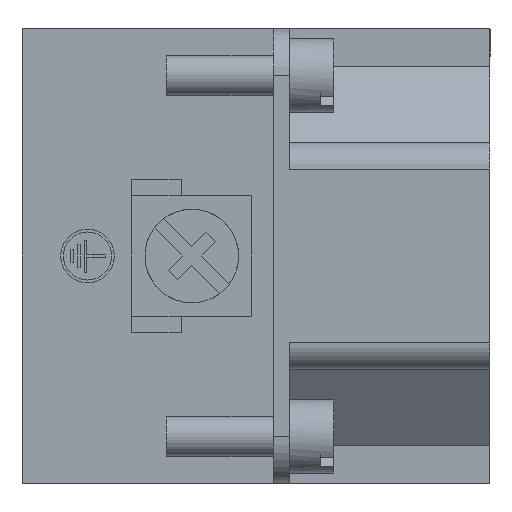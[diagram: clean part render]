
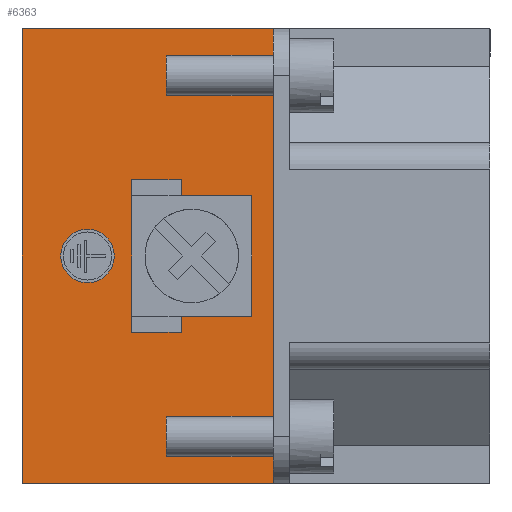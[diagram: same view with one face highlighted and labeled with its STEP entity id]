
A CAD part, left-side view. The second image highlights one B-rep face of the part: STEP entity #6363.
In plain terms, the highlighted planar face has unit normal (-1, 0, 0).
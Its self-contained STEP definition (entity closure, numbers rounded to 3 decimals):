
#3879=FACE_BOUND('',#10303,.T.);
#3880=FACE_BOUND('',#10304,.T.);
#3881=FACE_BOUND('',#10305,.T.);
#4956=CIRCLE('',#26490,2.);
#6363=ADVANCED_FACE('',(#3879,#3880,#3881),#7246,.T.);
#7246=PLANE('',#26491);
#10303=EDGE_LOOP('',(#15527,#15528,#15529,#15530,#15531,#15532,#15533,#15534));
#10304=EDGE_LOOP('',(#15535));
#10305=EDGE_LOOP('',(#15536,#15537,#15538,#15539));
#15527=ORIENTED_EDGE('',*,*,#17731,.T.);
#15528=ORIENTED_EDGE('',*,*,#17716,.T.);
#15529=ORIENTED_EDGE('',*,*,#17719,.T.);
#15530=ORIENTED_EDGE('',*,*,#17721,.T.);
#15531=ORIENTED_EDGE('',*,*,#17723,.T.);
#15532=ORIENTED_EDGE('',*,*,#17725,.T.);
#15533=ORIENTED_EDGE('',*,*,#17727,.T.);
#15534=ORIENTED_EDGE('',*,*,#17729,.T.);
#15535=ORIENTED_EDGE('',*,*,#20233,.T.);
#15536=ORIENTED_EDGE('',*,*,#20232,.F.);
#15537=ORIENTED_EDGE('',*,*,#20231,.F.);
#15538=ORIENTED_EDGE('',*,*,#20222,.F.);
#15539=ORIENTED_EDGE('',*,*,#20226,.F.);
#15639=VERTEX_POINT('',#33320);
#15640=VERTEX_POINT('',#33321);
#15641=VERTEX_POINT('',#33326);
#15642=VERTEX_POINT('',#33330);
#15643=VERTEX_POINT('',#33334);
#15644=VERTEX_POINT('',#33338);
#15645=VERTEX_POINT('',#33342);
#15646=VERTEX_POINT('',#33346);
#17603=VERTEX_POINT('',#39187);
#17604=VERTEX_POINT('',#39188);
#17605=VERTEX_POINT('',#39193);
#17608=VERTEX_POINT('',#39203);
#17609=VERTEX_POINT('',#39209);
#17716=EDGE_CURVE('',#15639,#15640,#20335,.T.);
#17719=EDGE_CURVE('',#15640,#15641,#20338,.T.);
#17721=EDGE_CURVE('',#15641,#15642,#20340,.T.);
#17723=EDGE_CURVE('',#15642,#15643,#20342,.T.);
#17725=EDGE_CURVE('',#15643,#15644,#20344,.T.);
#17727=EDGE_CURVE('',#15644,#15645,#20346,.T.);
#17729=EDGE_CURVE('',#15645,#15646,#20348,.T.);
#17731=EDGE_CURVE('',#15646,#15639,#20350,.T.);
#20222=EDGE_CURVE('',#17603,#17604,#21775,.T.);
#20226=EDGE_CURVE('',#17605,#17603,#21779,.T.);
#20231=EDGE_CURVE('',#17604,#17608,#21784,.T.);
#20232=EDGE_CURVE('',#17608,#17605,#21785,.T.);
#20233=EDGE_CURVE('',#17609,#17609,#4956,.T.);
#20335=LINE('',#33319,#21884);
#20338=LINE('',#33325,#21887);
#20340=LINE('',#33329,#21889);
#20342=LINE('',#33333,#21891);
#20344=LINE('',#33337,#21893);
#20346=LINE('',#33341,#21895);
#20348=LINE('',#33345,#21897);
#20350=LINE('',#33349,#21899);
#21775=LINE('',#39186,#23324);
#21779=LINE('',#39195,#23328);
#21784=LINE('',#39204,#23333);
#21785=LINE('',#39206,#23334);
#21884=VECTOR('',#26685,1.);
#21887=VECTOR('',#26690,1.);
#21889=VECTOR('',#26694,1.);
#21891=VECTOR('',#26698,1.);
#21893=VECTOR('',#26702,1.);
#21895=VECTOR('',#26706,1.);
#21897=VECTOR('',#26710,1.);
#21899=VECTOR('',#26714,1.);
#23324=VECTOR('',#32955,1.);
#23328=VECTOR('',#32961,1.);
#23333=VECTOR('',#32970,1.);
#23334=VECTOR('',#32973,1.);
#26490=AXIS2_PLACEMENT_3D('',#39208,#32976,#32977);
#26491=AXIS2_PLACEMENT_3D('',#39210,#32978,#32979);
#26685=DIRECTION('',(0.,0.,-1.));
#26690=DIRECTION('',(0.,-1.,0.));
#26694=DIRECTION('',(0.,0.,-1.));
#26698=DIRECTION('',(0.,1.,0.));
#26702=DIRECTION('',(0.,0.,-1.));
#26706=DIRECTION('',(0.,1.,0.));
#26710=DIRECTION('',(0.,0.,1.));
#26714=DIRECTION('',(0.,-1.,0.));
#32955=DIRECTION('',(0.,0.,-1.));
#32961=DIRECTION('',(0.,-1.,0.));
#32970=DIRECTION('',(0.,1.,0.));
#32973=DIRECTION('',(0.,0.,1.));
#32976=DIRECTION('',(1.,0.,0.));
#32977=DIRECTION('',(0.,1.,0.));
#32978=DIRECTION('',(-1.,0.,0.));
#32979=DIRECTION('',(0.,0.,-1.));
#33319=CARTESIAN_POINT('',(-46.3,6.9,5.7));
#33320=CARTESIAN_POINT('',(-46.3,6.9,5.7));
#33321=CARTESIAN_POINT('',(-46.3,6.9,4.5));
#33325=CARTESIAN_POINT('',(-46.3,6.9,4.5));
#33326=CARTESIAN_POINT('',(-46.3,1.6,4.5));
#33329=CARTESIAN_POINT('',(-46.3,1.6,4.5));
#33330=CARTESIAN_POINT('',(-46.3,1.6,-4.5));
#33333=CARTESIAN_POINT('',(-46.3,1.6,-4.5));
#33334=CARTESIAN_POINT('',(-46.3,6.9,-4.5));
#33337=CARTESIAN_POINT('',(-46.3,6.9,-4.5));
#33338=CARTESIAN_POINT('',(-46.3,6.9,-5.7));
#33341=CARTESIAN_POINT('',(-46.3,6.9,-5.7));
#33342=CARTESIAN_POINT('',(-46.3,10.6,-5.7));
#33345=CARTESIAN_POINT('',(-46.3,10.6,-5.7));
#33346=CARTESIAN_POINT('',(-46.3,10.6,5.7));
#33349=CARTESIAN_POINT('',(-46.3,10.6,5.7));
#39186=CARTESIAN_POINT('',(-46.3,0.,17.));
#39187=CARTESIAN_POINT('',(-46.3,0.,17.));
#39188=CARTESIAN_POINT('',(-46.3,0.,-17.));
#39193=CARTESIAN_POINT('',(-46.3,18.8,17.));
#39195=CARTESIAN_POINT('',(-46.3,18.8,17.));
#39203=CARTESIAN_POINT('',(-46.3,18.8,-17.));
#39204=CARTESIAN_POINT('',(-46.3,0.,-17.));
#39206=CARTESIAN_POINT('',(-46.3,18.8,-17.));
#39208=CARTESIAN_POINT('',(-46.3,13.9,0.));
#39209=CARTESIAN_POINT('',(-46.3,15.9,0.));
#39210=CARTESIAN_POINT('',(-46.3,18.8,17.));
